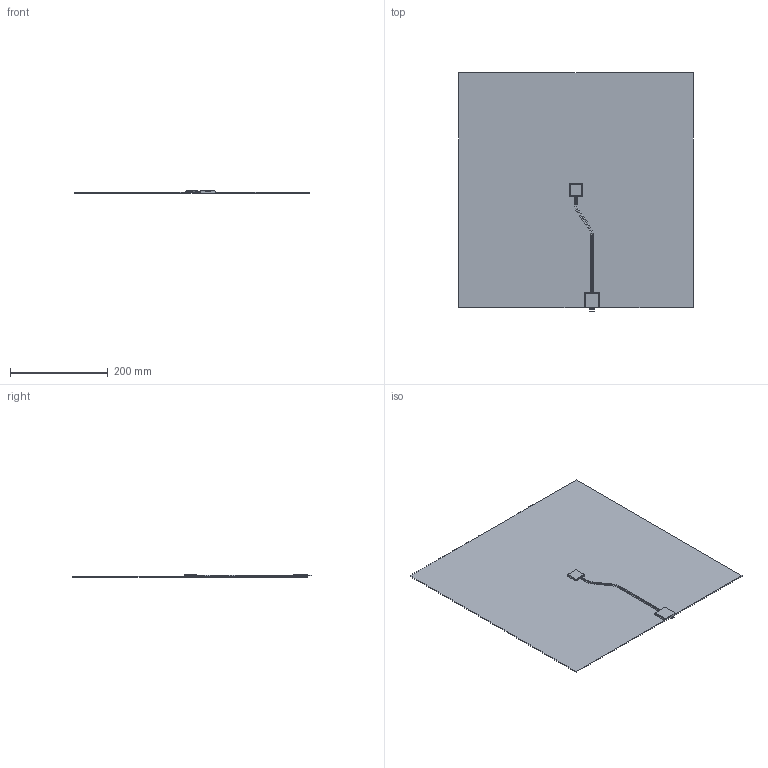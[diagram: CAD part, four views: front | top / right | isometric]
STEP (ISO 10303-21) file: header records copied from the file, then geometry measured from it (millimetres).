
FILE_DESCRIPTION(/* description */ (''),/* implementation_level */ '2;1');
FILE_NAME(/* name */ 'HW2729EK-Keenovo 480x480 1500W Silicone Heater Pad.step',/* time_stamp */ '2022-09-19T15:28:17+01:00',/* author */ (''),/* organization */ (''),/* preprocessor_version */ 'ST-DEVELOPER v19',/* originating_system */ 'Autodesk Translation Framework v11.7.0.108',/* authorisation */ '');
FILE_SCHEMA (('AUTOMOTIVE_DESIGN { 1 0 10303 214 3 1 1 }'));
Length unit declared in the file: millimetre
Products named in the file (1): HW2729EK
Bounding box: 480 x 487.5 x 4.5 mm (x, y, z)
Volume: 350933.9 mm3; surface area: 466219.2 mm2
Topology: 1 solids, 1 shells, 81 faces, 180 edges, 106 vertices
Faces by surface type: cylinder 34, plane 31, torus 10, sphere 6
Full cylindrical faces by diameter (mm): 0.75 x2, 1 x4, 1.5 x8
Entity records: 2371 total; most frequent: DIRECTION 434, CARTESIAN_POINT 420, ORIENTED_EDGE 360, EDGE_CURVE 180, AXIS2_PLACEMENT_3D 176, VERTEX_POINT 106, CIRCLE 94, EDGE_LOOP 90
